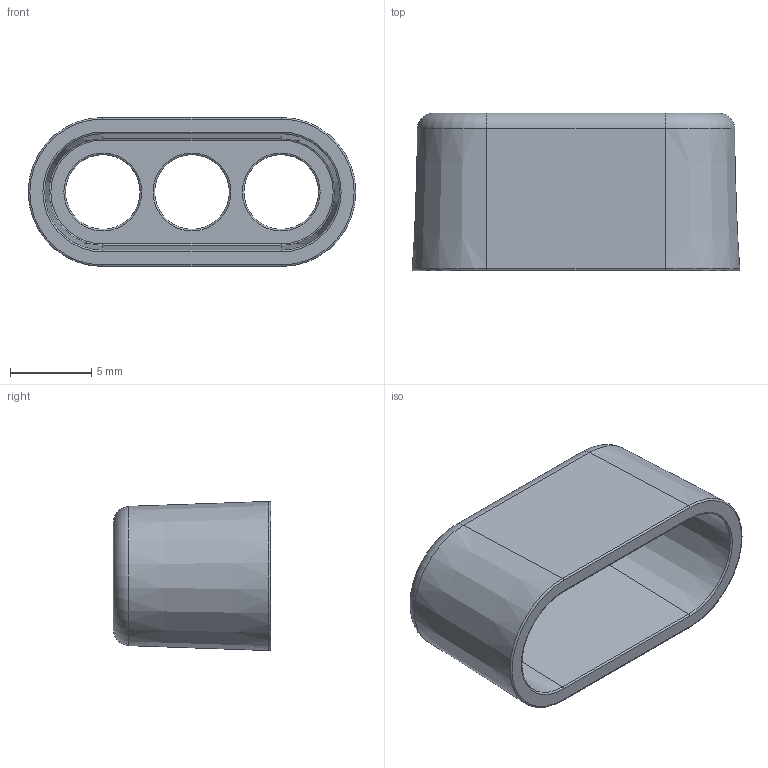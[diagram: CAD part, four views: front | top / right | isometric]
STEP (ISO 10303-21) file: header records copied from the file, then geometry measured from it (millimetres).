
FILE_DESCRIPTION(/* description */ (''),/* implementation_level */ '2;1');
FILE_NAME(/* name */ 'Amass MR60 Cower.stp',/* time_stamp */ '2021-09-29T05:44:32+06:00',/* author */ ('danil'),/* organization */ (''),/* preprocessor_version */ 'ST-DEVELOPER v18.1',/* originating_system */ 'Autodesk Inventor 2021',/* authorisation */ '');
FILE_SCHEMA (('AUTOMOTIVE_DESIGN { 1 0 10303 214 3 1 1 }'));
Length unit declared in the file: millimetre
Products named in the file (2): Amass MR60-M; Cover
Assembly tree (1 placements, depth 2):
  Amass MR60-M
    Cover
Bounding box: 20.19 x 9.7 x 9.19 mm (x, y, z)
Volume: 499.5 mm3; surface area: 1083.4 mm2
Topology: 1 solids, 1 shells, 36 faces, 83 edges, 50 vertices
Faces by surface type: torus 14, cylinder 11, plane 7, cone 4
Full cylindrical faces by diameter (mm): 4.6 x3
Entity records: 1123 total; most frequent: DIRECTION 217, CARTESIAN_POINT 172, ORIENTED_EDGE 166, AXIS2_PLACEMENT_3D 95, EDGE_CURVE 83, CIRCLE 56, VERTEX_POINT 50, EDGE_LOOP 43
